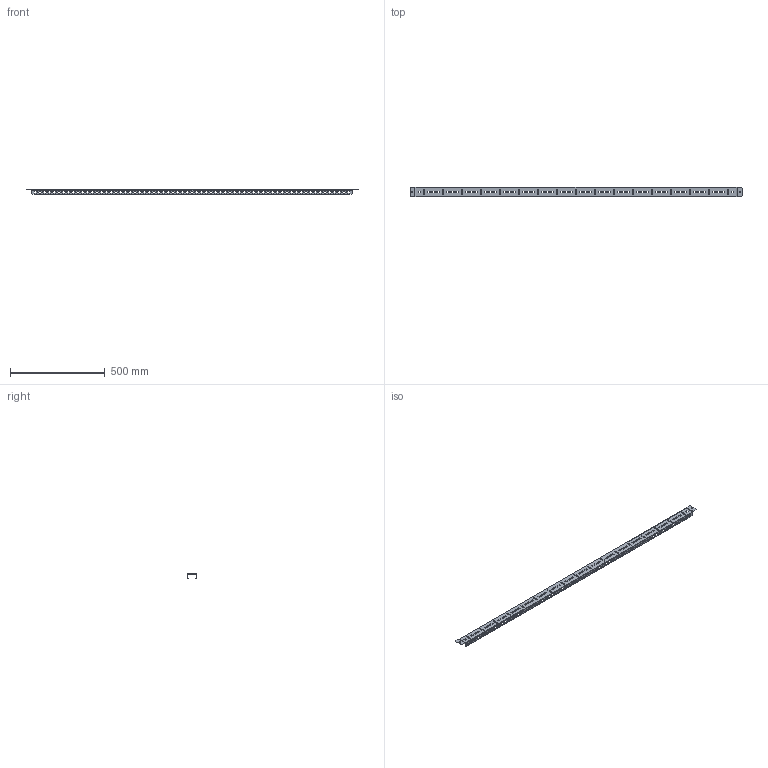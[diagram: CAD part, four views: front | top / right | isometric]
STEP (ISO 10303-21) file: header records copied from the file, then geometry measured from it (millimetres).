
FILE_DESCRIPTION (( 'STEP AP203' ), '1' );
FILE_NAME ('QB09C356.step', '2011-01-20T13:30:57', ( 'User' ), ( 'DKC' ), 'SwSTEP 2.0', 'SolidWorks 2010', '' );
FILE_SCHEMA (( 'CONFIG_CONTROL_DESIGN' ));
Length unit declared in the file: millimetre
Products named in the file (1): QB09C356
Bounding box: 1747.5 x 50 x 26.64 mm (x, y, z)
Volume: 255212.8 mm3; surface area: 360687.8 mm2
Topology: 1 solids, 1 shells, 1298 faces, 3828 edges, 2532 vertices
Faces by surface type: plane 870, cylinder 428
Entity records: 44793 total; most frequent: CARTESIAN_POINT 7659, ORIENTED_EDGE 7656, DIRECTION 7286, EDGE_CURVE 3828, LINE 2968, VECTOR 2968, VERTEX_POINT 2532, AXIS2_PLACEMENT_3D 2159
